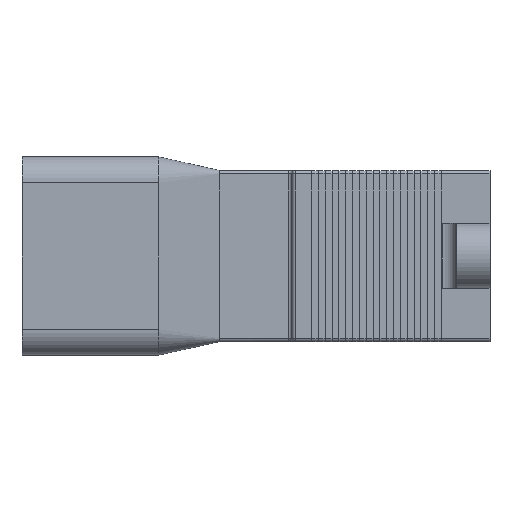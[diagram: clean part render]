
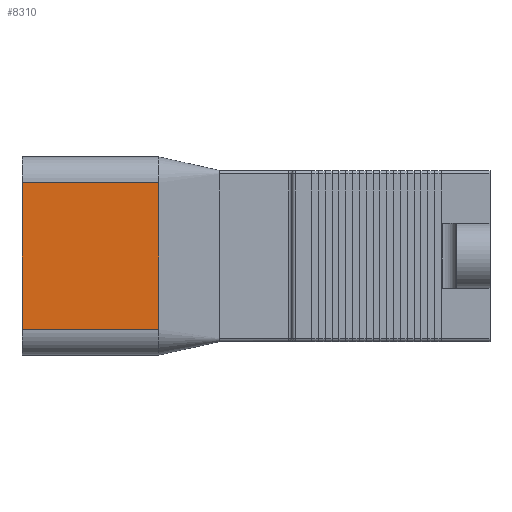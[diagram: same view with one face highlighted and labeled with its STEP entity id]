
A CAD part, front view. The second image highlights one B-rep face of the part: STEP entity #8310.
In plain terms, the highlighted planar face has unit normal (0, -1, 0).
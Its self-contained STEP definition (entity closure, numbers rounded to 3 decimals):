
#228 = DIRECTION ( 'NONE',  ( 0., 0., -1. ) ) ;
#326 = FACE_OUTER_BOUND ( 'NONE', #2926, .T. ) ;
#485 = VECTOR ( 'NONE', #497, 1000. ) ;
#497 = DIRECTION ( 'NONE',  ( 0., 0., -1. ) ) ;
#1224 = EDGE_CURVE ( 'NONE', #2882, #1978, #7897, .T. ) ;
#1526 = LINE ( 'NONE', #5209, #485 ) ;
#1978 = VERTEX_POINT ( 'NONE', #8533 ) ;
#2006 = ORIENTED_EDGE ( 'NONE', *, *, #1224, .T. ) ;
#2129 = VECTOR ( 'NONE', #3356, 1000. ) ;
#2406 = VERTEX_POINT ( 'NONE', #2415 ) ;
#2415 = CARTESIAN_POINT ( 'NONE',  ( -48.5, -5.853, -10.722 ) ) ;
#2785 = PLANE ( 'NONE',  #8108 ) ;
#2863 = EDGE_CURVE ( 'NONE', #2406, #1978, #8498, .T. ) ;
#2882 = VERTEX_POINT ( 'NONE', #8629 ) ;
#2926 = EDGE_LOOP ( 'NONE', ( #2006, #4412, #4076, #4744 ) ) ;
#3102 = EDGE_CURVE ( 'NONE', #5253, #2882, #5818, .T. ) ;
#3109 = DIRECTION ( 'NONE',  ( -1., 0., 0. ) ) ;
#3356 = DIRECTION ( 'NONE',  ( -1., 0., 0. ) ) ;
#4076 = ORIENTED_EDGE ( 'NONE', *, *, #7686, .F. ) ;
#4412 = ORIENTED_EDGE ( 'NONE', *, *, #2863, .F. ) ;
#4744 = ORIENTED_EDGE ( 'NONE', *, *, #3102, .T. ) ;
#5026 = CARTESIAN_POINT ( 'NONE',  ( -68.5, -5.853, 0. ) ) ;
#5143 = CARTESIAN_POINT ( 'NONE',  ( -48.5, -5.853, 10.722 ) ) ;
#5209 = CARTESIAN_POINT ( 'NONE',  ( -48.5, -5.853, 10.722 ) ) ;
#5253 = VERTEX_POINT ( 'NONE', #5143 ) ;
#5818 = LINE ( 'NONE', #6861, #2129 ) ;
#6113 = CARTESIAN_POINT ( 'NONE',  ( -49.5, -5.853, 0. ) ) ;
#6471 = VECTOR ( 'NONE', #3109, 1000. ) ;
#6861 = CARTESIAN_POINT ( 'NONE',  ( -49.5, -5.853, 10.722 ) ) ;
#7036 = VECTOR ( 'NONE', #228, 1000. ) ;
#7218 = CARTESIAN_POINT ( 'NONE',  ( -49.5, -5.853, -10.722 ) ) ;
#7480 = DIRECTION ( 'NONE',  ( 0., 1., 0. ) ) ;
#7502 = DIRECTION ( 'NONE',  ( 0., 0., 1. ) ) ;
#7686 = EDGE_CURVE ( 'NONE', #5253, #2406, #1526, .T. ) ;
#7897 = LINE ( 'NONE', #5026, #7036 ) ;
#8108 = AXIS2_PLACEMENT_3D ( 'NONE', #6113, #7480, #7502 ) ;
#8310 = ADVANCED_FACE ( 'NONE', ( #326 ), #2785, .F. ) ;
#8498 = LINE ( 'NONE', #7218, #6471 ) ;
#8533 = CARTESIAN_POINT ( 'NONE',  ( -68.5, -5.853, -10.722 ) ) ;
#8629 = CARTESIAN_POINT ( 'NONE',  ( -68.5, -5.853, 10.722 ) ) ;
